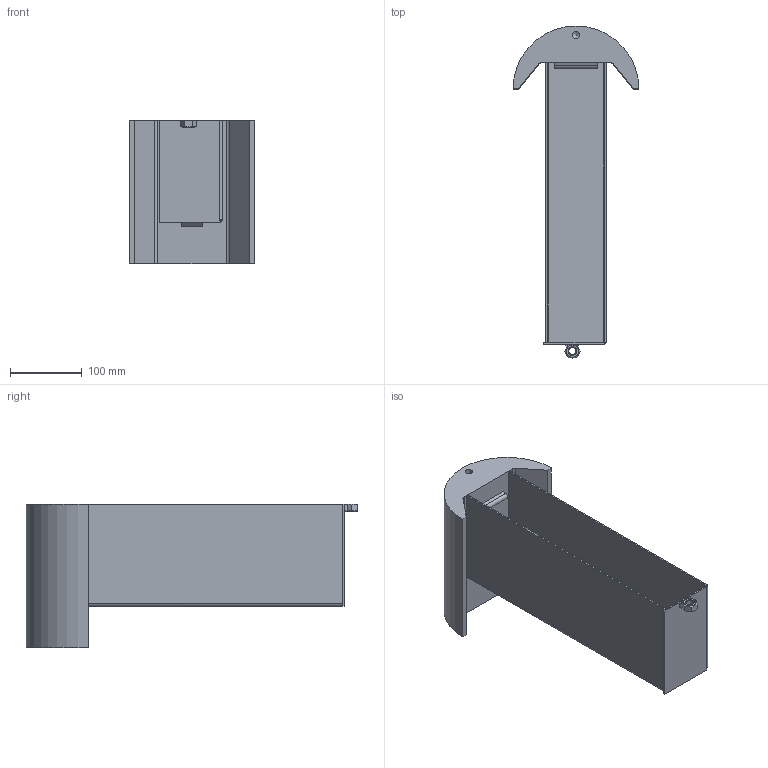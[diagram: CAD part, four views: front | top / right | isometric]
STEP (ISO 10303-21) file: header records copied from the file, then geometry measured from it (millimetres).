
FILE_DESCRIPTION(/* description */ (''),/* implementation_level */ '2;1');
FILE_NAME(/* name */ 'SF 1100 B-B.stp',/* time_stamp */ '2020-04-15T14:50:49+02:00',/* author */ ('Bruker'),/* organization */ (''),/* preprocessor_version */ 'ST-DEVELOPER v18',/* originating_system */ 'Autodesk Inventor 2020',/* authorisation */ '');
FILE_SCHEMA (('AUTOMOTIVE_DESIGN { 1 0 10303 214 3 1 1 }'));
Length unit declared in the file: millimetre
Products named in the file (6): SF 1100 B-B; SF 1100 B-B_1; B 1100-7 Half round steel; SF 1100-5 Round bar; SF 1100-1 U-channel; DIN 934 - M12
Assembly tree (5 placements, depth 2):
  SF 1100 B-B
    SF 1100 B-B_1
    B 1100-7 Half round steel
    SF 1100-5 Round bar
    SF 1100-1 U-channel
    DIN 934 - M12
Bounding box: 175 x 461.7 x 200 mm (x, y, z)
Volume: 1721091.8 mm3; surface area: 433690.9 mm2
Topology: 8 solids, 8 shells, 89 faces, 192 edges, 119 vertices
Faces by surface type: plane 63, cylinder 15, cone 7, bspline 4
Full cylindrical faces by diameter (mm): 8 x1, 10.1 x1, 10.106 x1, 20.8 x2
Entity records: 13651 total; most frequent: CARTESIAN_POINT 11546, DIRECTION 400, ORIENTED_EDGE 378, EDGE_CURVE 189, AXIS2_PLACEMENT_3D 141, VERTEX_POINT 119, LINE 118, VECTOR 118
